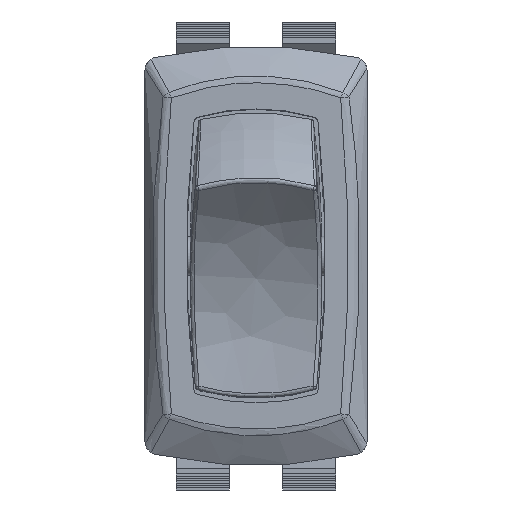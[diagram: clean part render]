
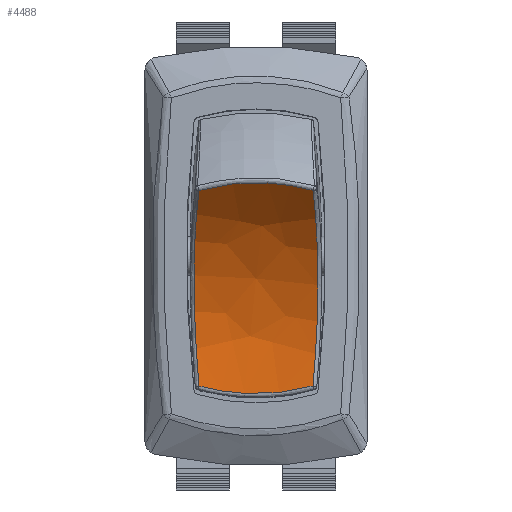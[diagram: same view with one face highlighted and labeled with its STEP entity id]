
A CAD part, top view. The second image highlights one B-rep face of the part: STEP entity #4488.
In plain terms, the highlighted free-form (B-spline) face has degree [2, 2] with [3, 3] control points.
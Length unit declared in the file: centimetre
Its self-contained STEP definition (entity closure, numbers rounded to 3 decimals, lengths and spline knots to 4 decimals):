
#31=(
BOUNDED_SURFACE()
B_SPLINE_SURFACE(2,2,((#6960,#6961,#6962),(#6963,#6964,#6965),(#6966,#6967,
#6968)),.UNSPECIFIED.,.F.,.F.,.F.)
B_SPLINE_SURFACE_WITH_KNOTS((3,3),(3,3),(-0.1518,0.1518),
(-2.08,-1.0616),.UNSPECIFIED.)
GEOMETRIC_REPRESENTATION_ITEM()
RATIONAL_B_SPLINE_SURFACE(((1.,0.873,1.),(0.988,
0.863,0.988),(1.,0.873,1.)))
REPRESENTATION_ITEM('')
SURFACE()
);
#380=FACE_OUTER_BOUND('',#628,.T.);
#628=EDGE_LOOP('',(#3187,#3188,#3189,#3190));
#1825=B_SPLINE_CURVE_WITH_KNOTS('',3,(#6606,#6607,#6608,#6609,#6610),
 .UNSPECIFIED.,.F.,.F.,(4,1,4),(-1.7594,-0.8263,-0.1265),
 .UNSPECIFIED.);
#1830=B_SPLINE_CURVE_WITH_KNOTS('',3,(#6685,#6686,#6687,#6688),
 .UNSPECIFIED.,.F.,.F.,(4,4),(0.0964,0.9697),
 .UNSPECIFIED.);
#1838=B_SPLINE_CURVE_WITH_KNOTS('',3,(#6811,#6812,#6813,#6814),
 .UNSPECIFIED.,.F.,.F.,(4,4),(0.0837,0.9567),
 .UNSPECIFIED.);
#1840=B_SPLINE_CURVE_WITH_KNOTS('',3,(#6844,#6845,#6846,#6847,#6848),
 .UNSPECIFIED.,.F.,.F.,(4,1,4),(-1.7594,-0.8263,-0.1265),
 .UNSPECIFIED.);
#1941=VERTEX_POINT('',#6555);
#1945=VERTEX_POINT('',#6564);
#1947=VERTEX_POINT('',#6569);
#1951=VERTEX_POINT('',#6578);
#2416=EDGE_CURVE('',#1947,#1951,#1825,.T.);
#2421=EDGE_CURVE('',#1951,#1945,#1830,.T.);
#2429=EDGE_CURVE('',#1941,#1947,#1838,.T.);
#2431=EDGE_CURVE('',#1945,#1941,#1840,.T.);
#3187=ORIENTED_EDGE('',*,*,#2416,.F.);
#3188=ORIENTED_EDGE('',*,*,#2429,.F.);
#3189=ORIENTED_EDGE('',*,*,#2431,.F.);
#3190=ORIENTED_EDGE('',*,*,#2421,.F.);
#4488=ADVANCED_FACE('',(#380),#31,.T.);
#6555=CARTESIAN_POINT('',(0.4292,-0.9789,0.2343));
#6564=CARTESIAN_POINT('',(0.4292,0.4911,0.7517));
#6569=CARTESIAN_POINT('',(-0.4292,-0.9789,0.2343));
#6578=CARTESIAN_POINT('',(-0.4292,0.4911,0.7517));
#6606=CARTESIAN_POINT('Ctrl Pts',(-0.4292,-0.9789,
0.2343));
#6607=CARTESIAN_POINT('Ctrl Pts',(-0.4552,-0.6754,
0.1956));
#6608=CARTESIAN_POINT('Ctrl Pts',(-0.4805,-0.1212,
0.2728));
#6609=CARTESIAN_POINT('Ctrl Pts',(-0.4487,0.3319,0.5864));
#6610=CARTESIAN_POINT('Ctrl Pts',(-0.4292,0.4911,
0.7517));
#6685=CARTESIAN_POINT('Ctrl Pts',(-0.4292,0.4911,
0.7517));
#6686=CARTESIAN_POINT('Ctrl Pts',(-0.152,0.5689,0.7774));
#6687=CARTESIAN_POINT('Ctrl Pts',(0.1513,0.5691,0.7775));
#6688=CARTESIAN_POINT('Ctrl Pts',(0.4292,0.4911,0.7517));
#6811=CARTESIAN_POINT('Ctrl Pts',(0.4292,-0.9789,0.2343));
#6812=CARTESIAN_POINT('Ctrl Pts',(0.1519,-1.0557,0.2057));
#6813=CARTESIAN_POINT('Ctrl Pts',(-0.1513,-1.0558,
0.2057));
#6814=CARTESIAN_POINT('Ctrl Pts',(-0.4292,-0.9789,
0.2343));
#6844=CARTESIAN_POINT('Ctrl Pts',(0.4292,0.4911,0.7517));
#6845=CARTESIAN_POINT('Ctrl Pts',(0.4552,0.2788,0.5314));
#6846=CARTESIAN_POINT('Ctrl Pts',(0.4805,-0.2016,
0.2445));
#6847=CARTESIAN_POINT('Ctrl Pts',(0.4487,-0.7513,
0.2053));
#6848=CARTESIAN_POINT('Ctrl Pts',(0.4292,-0.9789,
0.2343));
#6960=CARTESIAN_POINT('Ctrl Pts',(-0.4662,-1.0311,0.248));
#6961=CARTESIAN_POINT('Ctrl Pts',(-0.4662,-0.1012,0.0876));
#6962=CARTESIAN_POINT('Ctrl Pts',(-0.4662,0.5233,0.795));
#6963=CARTESIAN_POINT('Ctrl Pts',(0.,-1.0432,
0.1777));
#6964=CARTESIAN_POINT('Ctrl Pts',(0.,-0.0741,
0.0105));
#6965=CARTESIAN_POINT('Ctrl Pts',(0.,0.5768,
0.7478));
#6966=CARTESIAN_POINT('Ctrl Pts',(0.4662,-1.0311,0.248));
#6967=CARTESIAN_POINT('Ctrl Pts',(0.4662,-0.1012,0.0876));
#6968=CARTESIAN_POINT('Ctrl Pts',(0.4662,0.5233,0.795));
